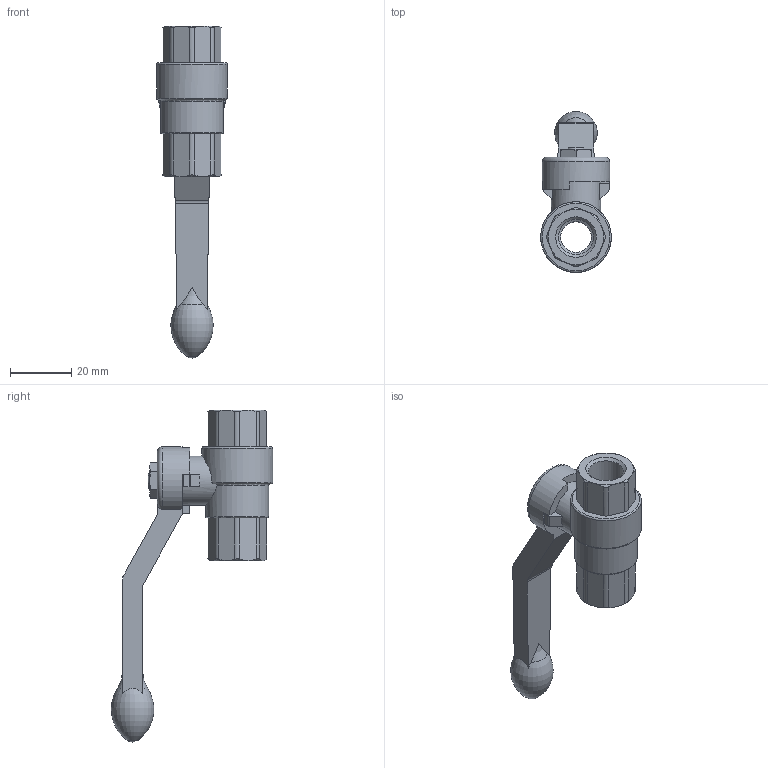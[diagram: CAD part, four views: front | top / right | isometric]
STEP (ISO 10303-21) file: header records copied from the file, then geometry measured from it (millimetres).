
FILE_DESCRIPTION(/* description */ ('STEP AP214'),/* implementation_level */ '2;1');
FILE_NAME(/* name */ '4405684_VZBM-1_4-RP-50-D-2-M-B2B3',/* time_stamp */ '2024-09-18T02:35:50+02:00',/* author */ ('License CC BY-ND 4.0'),/* organization */ ('CADENAS'),/* preprocessor_version */ 'ST-DEVELOPER v19.3',/* originating_system */ 'PARTsolutions',/* authorisation */ ' ');
FILE_SCHEMA (('AUTOMOTIVE_DESIGN {1 0 10303 214 3 1 1}'));
Length unit declared in the file: millimetre
Products named in the file (1): 4405684 VZBM-1/4-RP-50-D-2-M-B2B3
Bounding box: 23 x 52.5 x 108 mm (x, y, z)
Volume: 22291.9 mm3; surface area: 9728.5 mm2
Topology: 1 solids, 1 shells, 126 faces, 320 edges, 202 vertices
Faces by surface type: plane 55, cone 33, cylinder 28, torus 9, sphere 1
Full cylindrical faces by diameter (mm): 10 x1, 11.445 x2, 13.3 x1, 16 x1, 20.5 x1, 23 x1
Entity records: 3756 total; most frequent: CARTESIAN_POINT 912, ORIENTED_EDGE 590, DIRECTION 550, EDGE_CURVE 295, AXIS2_PLACEMENT_3D 218, VERTEX_POINT 194, EDGE_LOOP 151, FACE_BOUND 151
